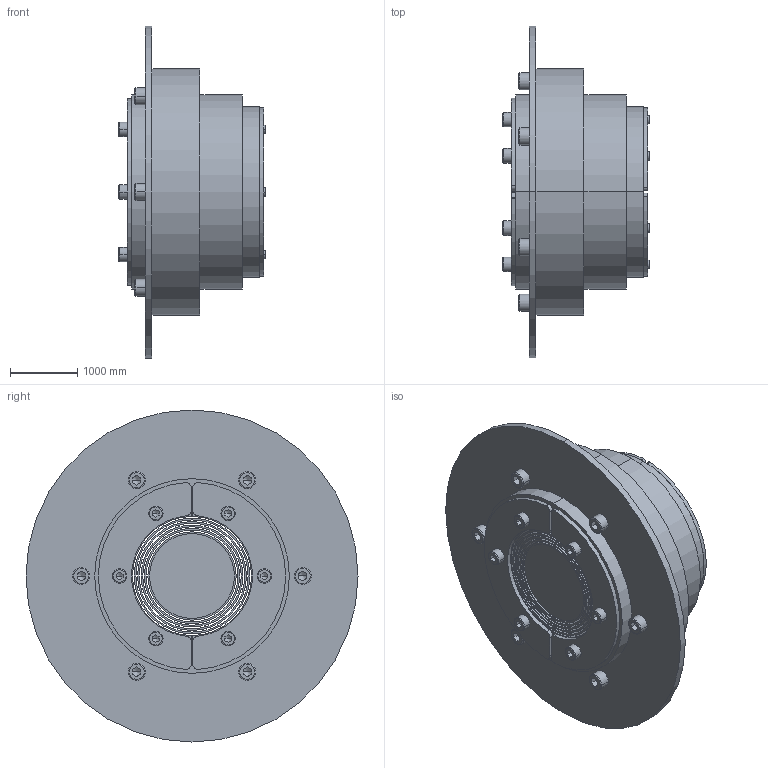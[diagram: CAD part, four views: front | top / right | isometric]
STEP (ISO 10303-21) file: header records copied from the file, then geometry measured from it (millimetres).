
FILE_DESCRIPTION((''),'2;1');
FILE_NAME('RSX 100.stp','2005-04-05T14:14:56',(''),(''),'Mechanical Desktop 2005','Mechanical Desktop 2005',', , ');
FILE_SCHEMA(('CONFIG_CONTROL_DESIGN'));
Length unit declared in the file: inch
Products named in the file (30): DRAWING4; HEXAGON SOCKET HEAD CAP SCREW - ISO 4762 - M6X30; PART3; PART1; PART2; ~RS100; ~~~~~~CORE; ~~~~~~~~~HALF; ~~~~~~~~~~FRONT; ~~REAR ; ~~~~~~~RUBBER; ~~~~~CYLINDER HEAD CAP SCREW - DIN 912 - M5 X 50; RS100; A3-LLOGO; R125; R100; roxtec; RS75; A4-SLOGO; DIN912_MC6S_M5x80; R75; R70; RS68; RS23; RS25; A4-LLOGO; RS31; DIN912_MC6S_M5x40; RS43; RS50
Assembly tree (48 placements, depth 4):
  DRAWING4
    HEXAGON SOCKET HEAD CAP SCREW - ISO 4762 - M6X30  x6
    PART3
    PART1
    PART2
    ~RS100
      ~~~~~~CORE
      ~~~~~~~~~HALF  x2
        ~~~~~~~~~~FRONT
        ~~REAR 
        ~~~~~~~RUBBER
        ~~~~~CYLINDER HEAD CAP SCREW - DIN 912 - M5 X 50
    RS100  x2
      A3-LLOGO
    R125
      A3-LLOGO
    R100
      roxtec  x3
      A3-LLOGO
    RS75
      A4-SLOGO  x3
      DIN912_MC6S_M5x80
    R75
    R70
    RS68
    RS23  x2
    RS25  x3
      A4-LLOGO
    RS31
      DIN912_MC6S_M5x40
    RS43
    RS50
      A4-LLOGO
Bounding box: 2184.4 x 4953 x 4953 mm (x, y, z)
Volume: 15213408493.7 mm3; surface area: 247707362 mm2
Topology: 32 solids, 32 shells, 478 faces, 1146 edges, 777 vertices
Faces by surface type: cylinder 202, plane 192, cone 60, bspline 24
Entity records: 5967 total; most frequent: CARTESIAN_POINT 1126, DIRECTION 1032, ORIENTED_EDGE 812, AXIS2_PLACEMENT_3D 427, EDGE_CURVE 406, VERTEX_POINT 270, EDGE_LOOP 224, CIRCLE 212
